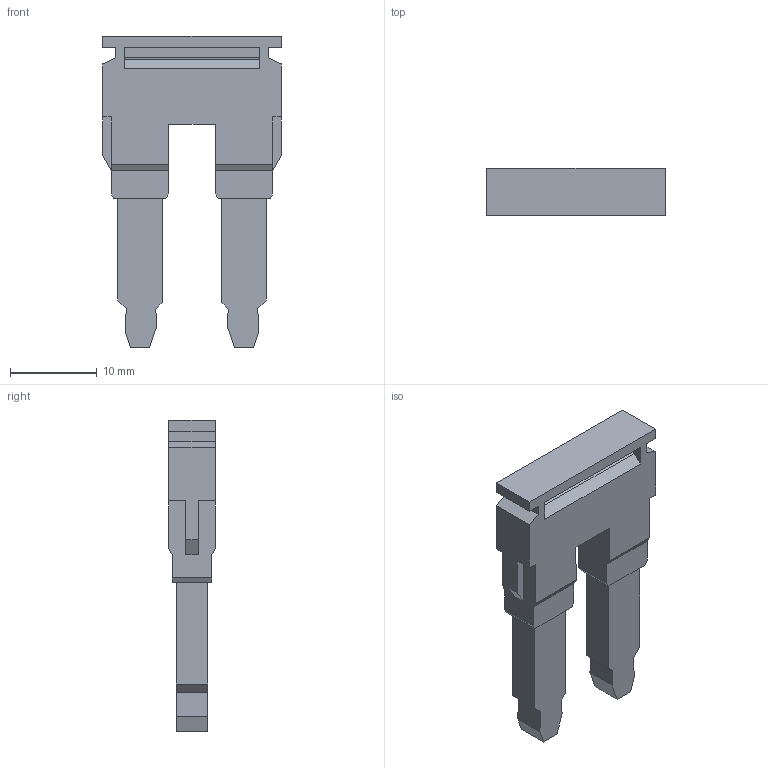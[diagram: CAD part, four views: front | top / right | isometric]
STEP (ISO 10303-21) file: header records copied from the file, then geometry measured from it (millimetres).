
FILE_DESCRIPTION(('Creo Elements/Direct Modeling STEP Export'),'2;1');
FILE_NAME('model.stp','2019-05-22T 2:10:58',(''),(''),'Creo Elements/Direct Modeling STEP processor for AP214 (Solid Model)','Creo Elements/Direct Modeling 20.1A 29-Sep-2018 (C) Parametric Technology GmbH','');
FILE_SCHEMA(('AUTOMOTIVE_DESIGN { 1 0 10303 214 1 1 1 1 }'));
Length unit declared in the file: millimetre
Products named in the file (2): FBS_2_12-select
Assembly tree (1 placements, depth 2):
  FBS_2_12-select
    FBS_2_12-select
Bounding box: 20.6 x 5.4 x 35.9 mm (x, y, z)
Volume: 2146.9 mm3; surface area: 1831.7 mm2
Topology: 1 solids, 1 shells, 76 faces, 210 edges, 140 vertices
Faces by surface type: plane 76
Entity records: 3017 total; most frequent: CARTESIAN_POINT 426, ORIENTED_EDGE 420, DIRECTION 362, VECTOR 210, LINE 210, EDGE_CURVE 210, VERTEX_POINT 140, EDGE_LOOP 80
